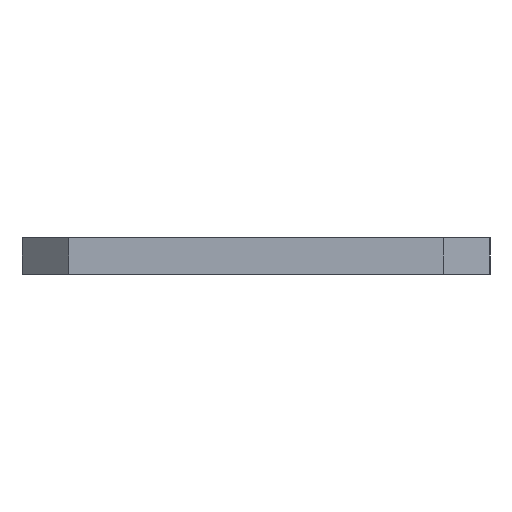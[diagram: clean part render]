
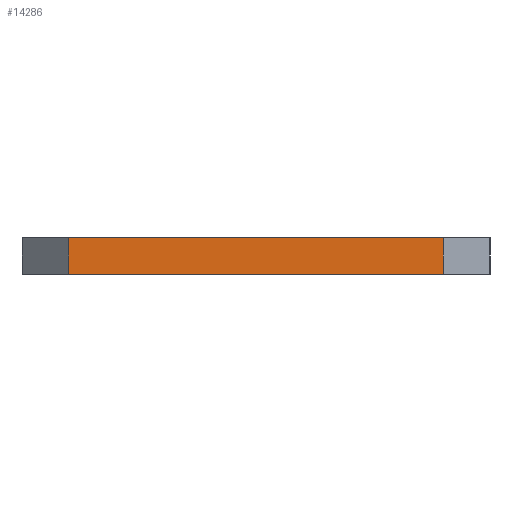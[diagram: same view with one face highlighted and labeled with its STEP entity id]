
A CAD part, left-side view. The second image highlights one B-rep face of the part: STEP entity #14286.
In plain terms, the highlighted planar face has unit normal (-1, 0, 0).
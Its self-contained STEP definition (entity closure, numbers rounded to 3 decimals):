
#90 = PLANE('',#91);
#91 = AXIS2_PLACEMENT_3D('',#92,#93,#94);
#92 = CARTESIAN_POINT('',(135.5,-60.,1.58));
#93 = DIRECTION('',(-0.,-0.,-1.));
#94 = DIRECTION('',(-1.,0.,0.));
#144 = PLANE('',#145);
#145 = AXIS2_PLACEMENT_3D('',#146,#147,#148);
#146 = CARTESIAN_POINT('',(135.5,-60.,0.));
#147 = DIRECTION('',(-0.,-0.,-1.));
#148 = DIRECTION('',(-1.,0.,0.));
#337 = VERTEX_POINT('',#338);
#338 = CARTESIAN_POINT('',(75.5,-68.,0.));
#352 = PLANE('',#353);
#353 = AXIS2_PLACEMENT_3D('',#354,#355,#356);
#354 = CARTESIAN_POINT('',(77.5,-70.,0.));
#355 = DIRECTION('',(-0.707,-0.707,0.));
#356 = DIRECTION('',(-0.707,0.707,0.));
#364 = EDGE_CURVE('',#337,#365,#367,.T.);
#365 = VERTEX_POINT('',#366);
#366 = CARTESIAN_POINT('',(75.5,-52.,0.));
#367 = SURFACE_CURVE('',#368,(#372,#379),.PCURVE_S1.);
#368 = LINE('',#369,#370);
#369 = CARTESIAN_POINT('',(75.5,-68.,0.));
#370 = VECTOR('',#371,1.);
#371 = DIRECTION('',(0.,1.,0.));
#372 = PCURVE('',#144,#373);
#373 = DEFINITIONAL_REPRESENTATION('',(#374),#378);
#374 = LINE('',#375,#376);
#375 = CARTESIAN_POINT('',(60.,-8.));
#376 = VECTOR('',#377,1.);
#377 = DIRECTION('',(0.,1.));
#378 = ( GEOMETRIC_REPRESENTATION_CONTEXT(2) 
PARAMETRIC_REPRESENTATION_CONTEXT() REPRESENTATION_CONTEXT('2D SPACE',''
  ) );
#379 = PCURVE('',#380,#385);
#380 = PLANE('',#381);
#381 = AXIS2_PLACEMENT_3D('',#382,#383,#384);
#382 = CARTESIAN_POINT('',(75.5,-68.,0.));
#383 = DIRECTION('',(-1.,0.,0.));
#384 = DIRECTION('',(0.,1.,0.));
#385 = DEFINITIONAL_REPRESENTATION('',(#386),#390);
#386 = LINE('',#387,#388);
#387 = CARTESIAN_POINT('',(0.,0.));
#388 = VECTOR('',#389,1.);
#389 = DIRECTION('',(1.,0.));
#390 = ( GEOMETRIC_REPRESENTATION_CONTEXT(2) 
PARAMETRIC_REPRESENTATION_CONTEXT() REPRESENTATION_CONTEXT('2D SPACE',''
  ) );
#408 = PLANE('',#409);
#409 = AXIS2_PLACEMENT_3D('',#410,#411,#412);
#410 = CARTESIAN_POINT('',(75.5,-52.,0.));
#411 = DIRECTION('',(-0.707,0.707,0.));
#412 = DIRECTION('',(0.707,0.707,0.));
#7935 = VERTEX_POINT('',#7936);
#7936 = CARTESIAN_POINT('',(75.5,-68.,1.58));
#7957 = EDGE_CURVE('',#7935,#7958,#7960,.T.);
#7958 = VERTEX_POINT('',#7959);
#7959 = CARTESIAN_POINT('',(75.5,-52.,1.58));
#7960 = SURFACE_CURVE('',#7961,(#7965,#7972),.PCURVE_S1.);
#7961 = LINE('',#7962,#7963);
#7962 = CARTESIAN_POINT('',(75.5,-68.,1.58));
#7963 = VECTOR('',#7964,1.);
#7964 = DIRECTION('',(0.,1.,0.));
#7965 = PCURVE('',#90,#7966);
#7966 = DEFINITIONAL_REPRESENTATION('',(#7967),#7971);
#7967 = LINE('',#7968,#7969);
#7968 = CARTESIAN_POINT('',(60.,-8.));
#7969 = VECTOR('',#7970,1.);
#7970 = DIRECTION('',(0.,1.));
#7971 = ( GEOMETRIC_REPRESENTATION_CONTEXT(2) 
PARAMETRIC_REPRESENTATION_CONTEXT() REPRESENTATION_CONTEXT('2D SPACE',''
  ) );
#7972 = PCURVE('',#380,#7973);
#7973 = DEFINITIONAL_REPRESENTATION('',(#7974),#7978);
#7974 = LINE('',#7975,#7976);
#7975 = CARTESIAN_POINT('',(0.,-1.58));
#7976 = VECTOR('',#7977,1.);
#7977 = DIRECTION('',(1.,0.));
#7978 = ( GEOMETRIC_REPRESENTATION_CONTEXT(2) 
PARAMETRIC_REPRESENTATION_CONTEXT() REPRESENTATION_CONTEXT('2D SPACE',''
  ) );
#14236 = EDGE_CURVE('',#365,#7958,#14237,.T.);
#14237 = SURFACE_CURVE('',#14238,(#14242,#14249),.PCURVE_S1.);
#14238 = LINE('',#14239,#14240);
#14239 = CARTESIAN_POINT('',(75.5,-52.,0.));
#14240 = VECTOR('',#14241,1.);
#14241 = DIRECTION('',(0.,0.,1.));
#14242 = PCURVE('',#408,#14243);
#14243 = DEFINITIONAL_REPRESENTATION('',(#14244),#14248);
#14244 = LINE('',#14245,#14246);
#14245 = CARTESIAN_POINT('',(0.,0.));
#14246 = VECTOR('',#14247,1.);
#14247 = DIRECTION('',(0.,-1.));
#14248 = ( GEOMETRIC_REPRESENTATION_CONTEXT(2) 
PARAMETRIC_REPRESENTATION_CONTEXT() REPRESENTATION_CONTEXT('2D SPACE',''
  ) );
#14249 = PCURVE('',#380,#14250);
#14250 = DEFINITIONAL_REPRESENTATION('',(#14251),#14255);
#14251 = LINE('',#14252,#14253);
#14252 = CARTESIAN_POINT('',(16.,0.));
#14253 = VECTOR('',#14254,1.);
#14254 = DIRECTION('',(0.,-1.));
#14255 = ( GEOMETRIC_REPRESENTATION_CONTEXT(2) 
PARAMETRIC_REPRESENTATION_CONTEXT() REPRESENTATION_CONTEXT('2D SPACE',''
  ) );
#14265 = EDGE_CURVE('',#337,#7935,#14266,.T.);
#14266 = SURFACE_CURVE('',#14267,(#14271,#14278),.PCURVE_S1.);
#14267 = LINE('',#14268,#14269);
#14268 = CARTESIAN_POINT('',(75.5,-68.,0.));
#14269 = VECTOR('',#14270,1.);
#14270 = DIRECTION('',(0.,0.,1.));
#14271 = PCURVE('',#352,#14272);
#14272 = DEFINITIONAL_REPRESENTATION('',(#14273),#14277);
#14273 = LINE('',#14274,#14275);
#14274 = CARTESIAN_POINT('',(2.828,0.));
#14275 = VECTOR('',#14276,1.);
#14276 = DIRECTION('',(0.,-1.));
#14277 = ( GEOMETRIC_REPRESENTATION_CONTEXT(2) 
PARAMETRIC_REPRESENTATION_CONTEXT() REPRESENTATION_CONTEXT('2D SPACE',''
  ) );
#14278 = PCURVE('',#380,#14279);
#14279 = DEFINITIONAL_REPRESENTATION('',(#14280),#14284);
#14280 = LINE('',#14281,#14282);
#14281 = CARTESIAN_POINT('',(0.,0.));
#14282 = VECTOR('',#14283,1.);
#14283 = DIRECTION('',(0.,-1.));
#14284 = ( GEOMETRIC_REPRESENTATION_CONTEXT(2) 
PARAMETRIC_REPRESENTATION_CONTEXT() REPRESENTATION_CONTEXT('2D SPACE',''
  ) );
#14286 = ADVANCED_FACE('',(#14287),#380,.T.);
#14287 = FACE_BOUND('',#14288,.T.);
#14288 = EDGE_LOOP('',(#14289,#14290,#14291,#14292));
#14289 = ORIENTED_EDGE('',*,*,#14265,.T.);
#14290 = ORIENTED_EDGE('',*,*,#7957,.T.);
#14291 = ORIENTED_EDGE('',*,*,#14236,.F.);
#14292 = ORIENTED_EDGE('',*,*,#364,.F.);
